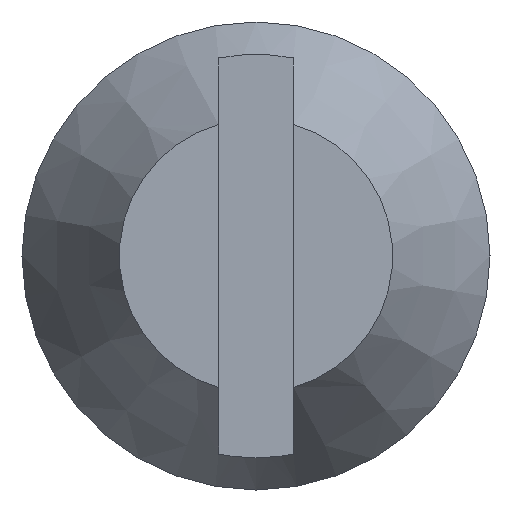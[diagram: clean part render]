
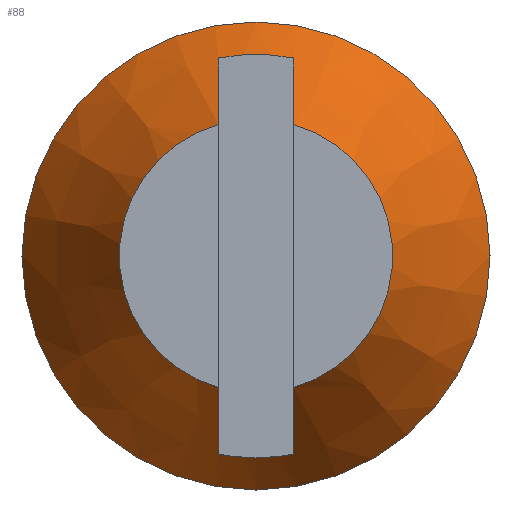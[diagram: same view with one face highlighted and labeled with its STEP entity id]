
A CAD part, left-side view. The second image highlights one B-rep face of the part: STEP entity #88.
In plain terms, the highlighted conical face has half-angle 30 degrees and reference radius 1.461 mm.
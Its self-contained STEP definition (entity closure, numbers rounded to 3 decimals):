
#88 = ADVANCED_FACE( '', ( #159, #160 ), #161, .T. );
#159 = FACE_OUTER_BOUND( '', #222, .T. );
#160 = FACE_BOUND( '', #223, .T. );
#161 = CONICAL_SURFACE( '', #224, 1.461, 0.524 );
#222 = EDGE_LOOP( '', ( #284 ) );
#223 = EDGE_LOOP( '', ( #285, #286, #287, #288, #289, #290, #291, #292 ) );
#224 = AXIS2_PLACEMENT_3D( '', #293, #294, #295 );
#284 = ORIENTED_EDGE( '', *, *, #358, .F. );
#285 = ORIENTED_EDGE( '', *, *, #367, .F. );
#286 = ORIENTED_EDGE( '', *, *, #368, .T. );
#287 = ORIENTED_EDGE( '', *, *, #369, .F. );
#288 = ORIENTED_EDGE( '', *, *, #364, .F. );
#289 = ORIENTED_EDGE( '', *, *, #370, .F. );
#290 = ORIENTED_EDGE( '', *, *, #371, .T. );
#291 = ORIENTED_EDGE( '', *, *, #372, .F. );
#292 = ORIENTED_EDGE( '', *, *, #362, .F. );
#293 = CARTESIAN_POINT( '', ( -14., 0., 0. ) );
#294 = DIRECTION( '', ( 1., 0., 0. ) );
#295 = DIRECTION( '', ( 0., 0., -1. ) );
#358 = EDGE_CURVE( '', #395, #395, #396, .T. );
#362 = EDGE_CURVE( '', #401, #402, #403, .T. );
#364 = EDGE_CURVE( '', #404, #406, #407, .T. );
#367 = EDGE_CURVE( '', #410, #401, #411, .T. );
#368 = EDGE_CURVE( '', #410, #412, #413, .T. );
#369 = EDGE_CURVE( '', #406, #412, #414, .T. );
#370 = EDGE_CURVE( '', #415, #404, #416, .T. );
#371 = EDGE_CURVE( '', #415, #417, #418, .T. );
#372 = EDGE_CURVE( '', #402, #417, #419, .T. );
#395 = VERTEX_POINT( '', #443 );
#396 = CIRCLE( '', #444, 2.5 );
#401 = VERTEX_POINT( '', #449 );
#402 = VERTEX_POINT( '', #450 );
#403 = CIRCLE( '', #451, 2.154 );
#404 = VERTEX_POINT( '', #452 );
#406 = VERTEX_POINT( '', #455 );
#407 = CIRCLE( '', #456, 2.154 );
#410 = VERTEX_POINT( '', #460 );
#411 = B_SPLINE_CURVE_WITH_KNOTS( '', 3, ( #461, #462, #463, #464 ), .UNSPECIFIED., .F., .F., ( 4, 4 ), ( 0.01, 0.011 ), .UNSPECIFIED. );
#412 = VERTEX_POINT( '', #465 );
#413 = CIRCLE( '', #466, 1.461 );
#414 = B_SPLINE_CURVE_WITH_KNOTS( '', 3, ( #467, #468, #469, #470 ), .UNSPECIFIED., .F., .F., ( 4, 4 ), ( 0.004, 0.005 ), .UNSPECIFIED. );
#415 = VERTEX_POINT( '', #471 );
#416 = B_SPLINE_CURVE_WITH_KNOTS( '', 3, ( #472, #473, #474, #475 ), .UNSPECIFIED., .F., .F., ( 4, 4 ), ( 0.01, 0.011 ), .UNSPECIFIED. );
#417 = VERTEX_POINT( '', #476 );
#418 = CIRCLE( '', #477, 1.461 );
#419 = B_SPLINE_CURVE_WITH_KNOTS( '', 3, ( #478, #479, #480, #481 ), .UNSPECIFIED., .F., .F., ( 4, 4 ), ( 0.004, 0.005 ), .UNSPECIFIED. );
#443 = CARTESIAN_POINT( '', ( -12.2, 0., -2.5 ) );
#444 = AXIS2_PLACEMENT_3D( '', #508, #509, #510 );
#449 = CARTESIAN_POINT( '', ( -12.8, 0.4, -2.116 ) );
#450 = CARTESIAN_POINT( '', ( -12.8, -0.4, -2.116 ) );
#451 = AXIS2_PLACEMENT_3D( '', #514, #515, #516 );
#452 = CARTESIAN_POINT( '', ( -12.8, -0.4, 2.116 ) );
#455 = CARTESIAN_POINT( '', ( -12.8, 0.4, 2.116 ) );
#456 = AXIS2_PLACEMENT_3D( '', #518, #519, #520 );
#460 = CARTESIAN_POINT( '', ( -14., 0.4, -1.405 ) );
#461 = CARTESIAN_POINT( '', ( -14., 0.4, -1.405 ) );
#462 = CARTESIAN_POINT( '', ( -13.601, 0.4, -1.644 ) );
#463 = CARTESIAN_POINT( '', ( -13.201, 0.4, -1.881 ) );
#464 = CARTESIAN_POINT( '', ( -12.8, 0.4, -2.116 ) );
#465 = CARTESIAN_POINT( '', ( -14., 0.4, 1.405 ) );
#466 = AXIS2_PLACEMENT_3D( '', #522, #523, #524 );
#467 = CARTESIAN_POINT( '', ( -12.8, 0.4, 2.116 ) );
#468 = CARTESIAN_POINT( '', ( -13.201, 0.4, 1.881 ) );
#469 = CARTESIAN_POINT( '', ( -13.601, 0.4, 1.644 ) );
#470 = CARTESIAN_POINT( '', ( -14., 0.4, 1.405 ) );
#471 = CARTESIAN_POINT( '', ( -14., -0.4, 1.405 ) );
#472 = CARTESIAN_POINT( '', ( -14., -0.4, 1.405 ) );
#473 = CARTESIAN_POINT( '', ( -13.601, -0.4, 1.644 ) );
#474 = CARTESIAN_POINT( '', ( -13.201, -0.4, 1.881 ) );
#475 = CARTESIAN_POINT( '', ( -12.8, -0.4, 2.116 ) );
#476 = CARTESIAN_POINT( '', ( -14., -0.4, -1.405 ) );
#477 = AXIS2_PLACEMENT_3D( '', #525, #526, #527 );
#478 = CARTESIAN_POINT( '', ( -12.8, -0.4, -2.116 ) );
#479 = CARTESIAN_POINT( '', ( -13.201, -0.4, -1.881 ) );
#480 = CARTESIAN_POINT( '', ( -13.601, -0.4, -1.644 ) );
#481 = CARTESIAN_POINT( '', ( -14., -0.4, -1.405 ) );
#508 = CARTESIAN_POINT( '', ( -12.2, 0., 0. ) );
#509 = DIRECTION( '', ( 1., 0., 0. ) );
#510 = DIRECTION( '', ( 0., 0., -1. ) );
#514 = CARTESIAN_POINT( '', ( -12.8, 0., 0. ) );
#515 = DIRECTION( '', ( -1., 0., 0. ) );
#516 = DIRECTION( '', ( 0., 0., 1. ) );
#518 = CARTESIAN_POINT( '', ( -12.8, 0., 0. ) );
#519 = DIRECTION( '', ( -1., 0., 0. ) );
#520 = DIRECTION( '', ( 0., 0., 1. ) );
#522 = CARTESIAN_POINT( '', ( -14., 0., 0. ) );
#523 = DIRECTION( '', ( 1., 0., 0. ) );
#524 = DIRECTION( '', ( 0., 0., -1. ) );
#525 = CARTESIAN_POINT( '', ( -14., 0., 0. ) );
#526 = DIRECTION( '', ( 1., 0., 0. ) );
#527 = DIRECTION( '', ( 0., 0., -1. ) );
